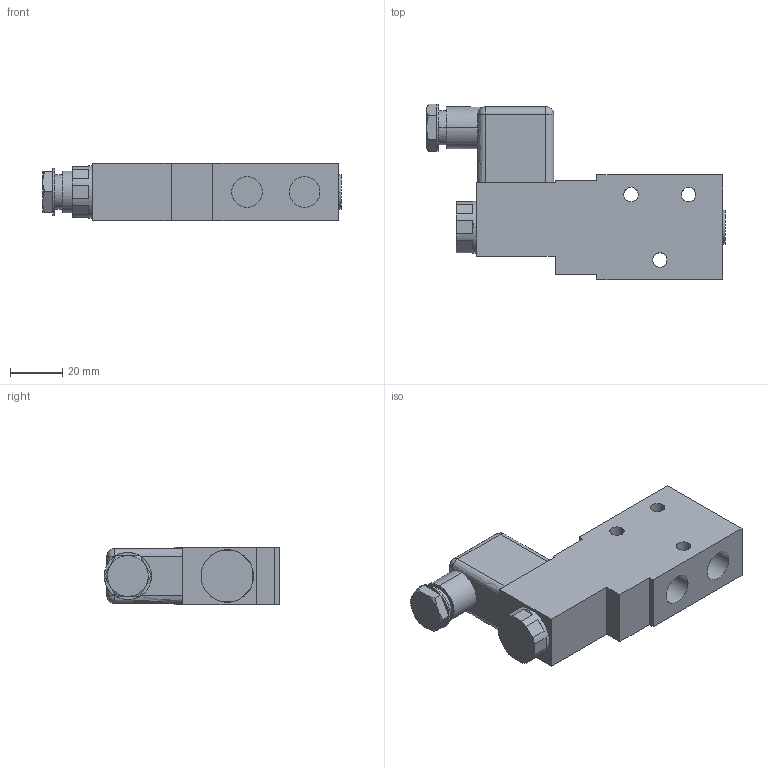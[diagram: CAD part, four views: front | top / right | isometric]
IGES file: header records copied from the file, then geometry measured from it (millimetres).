
Start section:  PTC IGES file: MH 310 70 1.igs
Global section: file name: 61HMH 310 701.igs; native system: b.tamas by Parametric Technology Corporation; preprocessor: 2001360; author: Unknown; organization: PTC; date: 070205.123148; units: millimetre
Bounding box: 114 x 67 x 22 mm (x, y, z)
Surface area: 19300.6 mm2 (no closed solid volume)
Topology: 0 solids, 0 shells, 113 faces, 544 edges, 540 vertices
Faces by surface type: bspline 67, revolution 46
